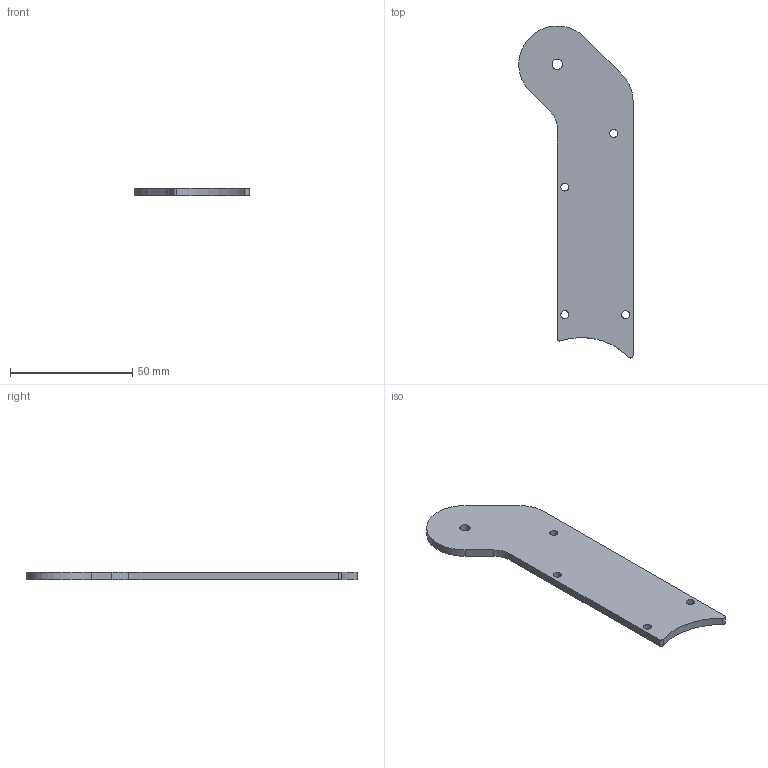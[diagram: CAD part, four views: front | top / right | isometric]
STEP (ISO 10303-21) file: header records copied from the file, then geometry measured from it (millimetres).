
FILE_DESCRIPTION(/* description */ (''),/* implementation_level */ '2;1');
FILE_NAME(/* name */ 'Long Arm Cover Sheetmetal.step',/* time_stamp */ '2024-08-27T08:51:12-07:00',/* author */ (''),/* organization */ (''),/* preprocessor_version */ 'ST-DEVELOPER v20',/* originating_system */ 'Autodesk Translation Framework v12.14.0.127',/* authorisation */ '');
FILE_SCHEMA (('AUTOMOTIVE_DESIGN { 1 0 10303 214 3 1 1 }'));
Length unit declared in the file: millimetre
Products named in the file (1): Long Arm Cover(Mirror)
Bounding box: 46.74 x 135.93 x 3.17 mm (x, y, z)
Volume: 12973.8 mm3; surface area: 9384 mm2
Topology: 1 solids, 1 shells, 17 faces, 45 edges, 30 vertices
Faces by surface type: cylinder 11, plane 6
Full cylindrical faces by diameter (mm): 3.25 x4, 4.25 x1
Entity records: 601 total; most frequent: DIRECTION 103, CARTESIAN_POINT 93, ORIENTED_EDGE 90, EDGE_CURVE 45, AXIS2_PLACEMENT_3D 40, VERTEX_POINT 30, EDGE_LOOP 27, LINE 23
